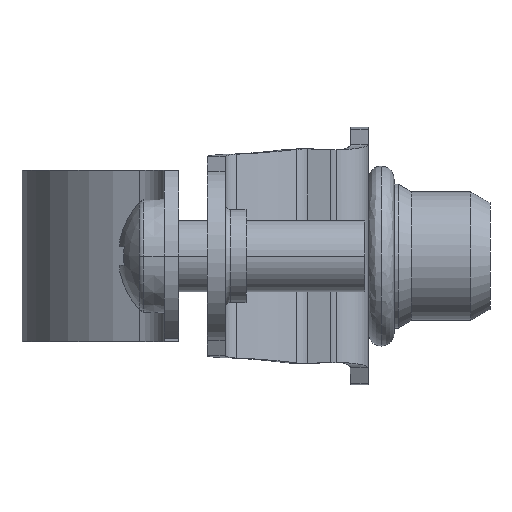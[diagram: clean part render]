
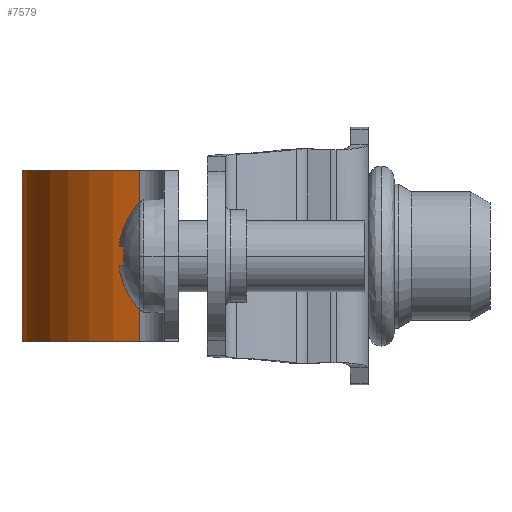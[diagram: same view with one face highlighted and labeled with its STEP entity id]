
A CAD part, left-side view. The second image highlights one B-rep face of the part: STEP entity #7579.
In plain terms, the highlighted cylindrical face has radius 12 mm (diameter 24 mm), a partial arc.
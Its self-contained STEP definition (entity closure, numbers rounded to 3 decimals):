
#259 = DIRECTION ( 'NONE',  ( 0., 0., -1. ) ) ;
#562 = ORIENTED_EDGE ( 'NONE', *, *, #3919, .F. ) ;
#900 = EDGE_CURVE ( 'NONE', #5411, #4303, #7078, .T. ) ;
#1446 = LINE ( 'NONE', #5103, #7351 ) ;
#1595 = AXIS2_PLACEMENT_3D ( 'NONE', #3310, #7445, #3897 ) ;
#2607 = VERTEX_POINT ( 'NONE', #5896 ) ;
#2716 = ORIENTED_EDGE ( 'NONE', *, *, #900, .T. ) ;
#2866 = FACE_OUTER_BOUND ( 'NONE', #4671, .T. ) ;
#3193 = DIRECTION ( 'NONE',  ( 0., 0., -1. ) ) ;
#3201 = CARTESIAN_POINT ( 'NONE',  ( 0., 0., 6. ) ) ;
#3310 = CARTESIAN_POINT ( 'NONE',  ( 0., 0., -6. ) ) ;
#3346 = CARTESIAN_POINT ( 'NONE',  ( 11.407, 3.724, -6. ) ) ;
#3362 = DIRECTION ( 'NONE',  ( 0., 0., -1. ) ) ;
#3725 = EDGE_CURVE ( 'NONE', #4303, #5547, #5517, .T. ) ;
#3792 = CARTESIAN_POINT ( 'NONE',  ( -11.407, 3.724, 6. ) ) ;
#3897 = DIRECTION ( 'NONE',  ( 1., 0., 0. ) ) ;
#3919 = EDGE_CURVE ( 'NONE', #2607, #5547, #4963, .T. ) ;
#3945 = VECTOR ( 'NONE', #3193, 1000. ) ;
#3975 = AXIS2_PLACEMENT_3D ( 'NONE', #7507, #3362, #6907 ) ;
#4222 = ORIENTED_EDGE ( 'NONE', *, *, #3725, .T. ) ;
#4303 = VERTEX_POINT ( 'NONE', #5900 ) ;
#4401 = ORIENTED_EDGE ( 'NONE', *, *, #5561, .F. ) ;
#4403 = DIRECTION ( 'NONE',  ( -1., 0., 0. ) ) ;
#4671 = EDGE_LOOP ( 'NONE', ( #562, #4401, #2716, #4222 ) ) ;
#4963 = CIRCLE ( 'NONE', #1595, 12. ) ;
#5103 = CARTESIAN_POINT ( 'NONE',  ( -11.407, 3.724, 6. ) ) ;
#5411 = VERTEX_POINT ( 'NONE', #3792 ) ;
#5517 = LINE ( 'NONE', #6139, #3945 ) ;
#5547 = VERTEX_POINT ( 'NONE', #3346 ) ;
#5561 = EDGE_CURVE ( 'NONE', #5411, #2607, #1446, .T. ) ;
#5896 = CARTESIAN_POINT ( 'NONE',  ( -11.407, 3.724, -6. ) ) ;
#5900 = CARTESIAN_POINT ( 'NONE',  ( 11.407, 3.724, 6. ) ) ;
#6139 = CARTESIAN_POINT ( 'NONE',  ( 11.407, 3.724, 6. ) ) ;
#6907 = DIRECTION ( 'NONE',  ( 1., 0., 0. ) ) ;
#7078 = CIRCLE ( 'NONE', #3975, 12. ) ;
#7086 = AXIS2_PLACEMENT_3D ( 'NONE', #3201, #259, #4403 ) ;
#7351 = VECTOR ( 'NONE', #7485, 1000. ) ;
#7383 = CYLINDRICAL_SURFACE ( 'NONE', #7086, 12. ) ;
#7445 = DIRECTION ( 'NONE',  ( 0., 0., -1. ) ) ;
#7485 = DIRECTION ( 'NONE',  ( 0., 0., -1. ) ) ;
#7507 = CARTESIAN_POINT ( 'NONE',  ( 0., 0., 6. ) ) ;
#7579 = ADVANCED_FACE ( 'NONE', ( #2866 ), #7383, .T. ) ;
